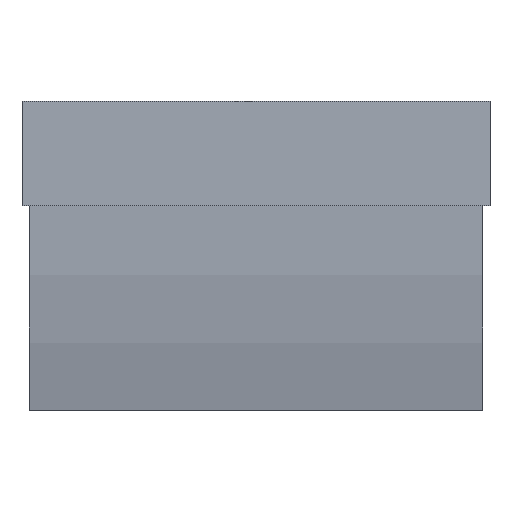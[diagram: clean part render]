
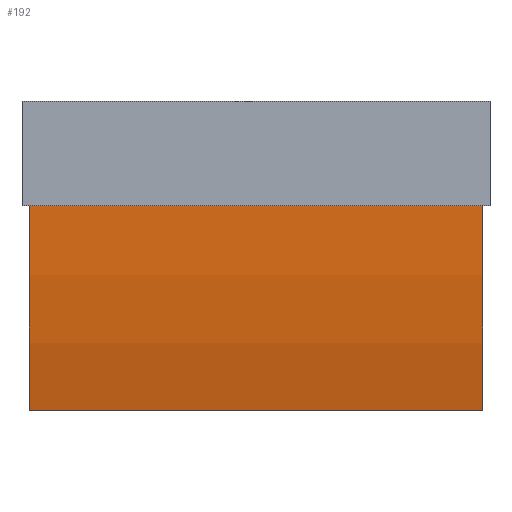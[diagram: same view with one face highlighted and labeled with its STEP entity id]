
A CAD part, left-side view. The second image highlights one B-rep face of the part: STEP entity #192.
In plain terms, the highlighted cylindrical face has radius 466.688 mm (diameter 933.376 mm), a partial arc.
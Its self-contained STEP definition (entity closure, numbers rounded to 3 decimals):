
#15=CIRCLE('',#222,466.688);
#16=CIRCLE('',#223,466.688);
#18=CYLINDRICAL_SURFACE('',#221,466.688);
#30=FACE_OUTER_BOUND('',#42,.T.);
#42=EDGE_LOOP('',(#155,#156,#157,#158));
#61=LINE('',#323,#81);
#62=LINE('',#326,#82);
#81=VECTOR('',#266,10.);
#82=VECTOR('',#269,10.);
#99=VERTEX_POINT('',#319);
#100=VERTEX_POINT('',#320);
#101=VERTEX_POINT('',#322);
#102=VERTEX_POINT('',#324);
#119=EDGE_CURVE('',#99,#100,#15,.T.);
#120=EDGE_CURVE('',#99,#101,#61,.T.);
#121=EDGE_CURVE('',#102,#101,#16,.T.);
#122=EDGE_CURVE('',#100,#102,#62,.T.);
#155=ORIENTED_EDGE('',*,*,#119,.F.);
#156=ORIENTED_EDGE('',*,*,#120,.T.);
#157=ORIENTED_EDGE('',*,*,#121,.F.);
#158=ORIENTED_EDGE('',*,*,#122,.F.);
#192=ADVANCED_FACE('',(#30),#18,.T.);
#221=AXIS2_PLACEMENT_3D('',#318,#262,#263);
#222=AXIS2_PLACEMENT_3D('',#321,#264,#265);
#223=AXIS2_PLACEMENT_3D('',#325,#267,#268);
#262=DIRECTION('center_axis',(0.,1.,0.));
#263=DIRECTION('ref_axis',(-1.,0.,0.011));
#264=DIRECTION('center_axis',(0.,-1.,0.));
#265=DIRECTION('ref_axis',(-1.,0.,0.011));
#266=DIRECTION('',(0.,1.,0.));
#267=DIRECTION('center_axis',(0.,1.,0.));
#268=DIRECTION('ref_axis',(-1.,0.,0.011));
#269=DIRECTION('',(0.,1.,0.));
#318=CARTESIAN_POINT('Origin',(446.661,-137.,-5.));
#319=CARTESIAN_POINT('',(-20.,-137.,0.));
#320=CARTESIAN_POINT('',(-4.6,-137.,-124.));
#321=CARTESIAN_POINT('Origin',(446.661,-137.,-5.));
#322=CARTESIAN_POINT('',(-20.,137.,0.));
#323=CARTESIAN_POINT('',(-20.,-137.,0.));
#324=CARTESIAN_POINT('',(-4.6,137.,-124.));
#325=CARTESIAN_POINT('Origin',(446.661,137.,-5.));
#326=CARTESIAN_POINT('',(-4.6,-137.,-124.));
